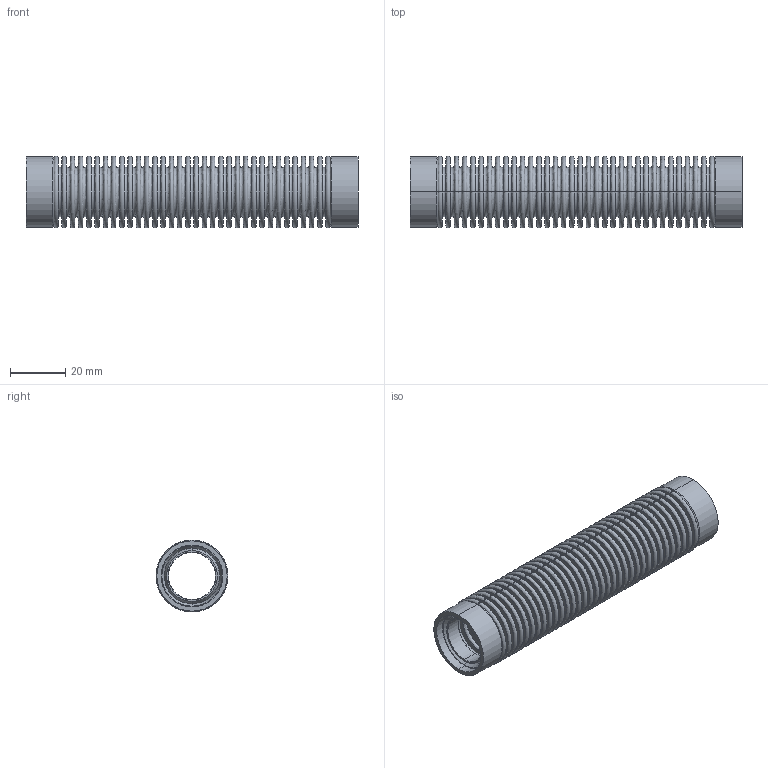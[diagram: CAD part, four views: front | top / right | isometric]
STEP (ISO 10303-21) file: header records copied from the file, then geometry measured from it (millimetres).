
FILE_DESCRIPTION( (''), '2;1');
FILE_NAME ('CAD716.3508.IC25B_971.stp','2017-05-12T14:49:26',(''),(''),'spGate 12.6.6','','');
FILE_SCHEMA (('AUTOMOTIVE_DESIGN'));
Length unit declared in the file: millimetre
Products named in the file (4): Assembly; IC25A-2; IC25A-3; IC25B-1
Assembly tree (3 placements, depth 2):
  Assembly
    IC25A-2
    IC25A-3
    IC25B-1
Bounding box: 120 x 26 x 26 mm (x, y, z)
Volume: 7827.8 mm3; surface area: 51724 mm2
Topology: 3 solids, 3 shells, 458 faces, 916 edges, 604 vertices
Faces by surface type: bspline 292, plane 146, cylinder 20
Entity records: 26466 total; most frequent: CARTESIAN_POINT 10008, ORIENTED_EDGE 1832, DIRECTION 1556, COLOUR_RGB 1377, PRESENTATION_STYLE_ASSIGNMENT 1377, STYLED_ITEM 1377, EDGE_CURVE 916, DRAUGHTING_PRE_DEFINED_CURVE_FONT 916
